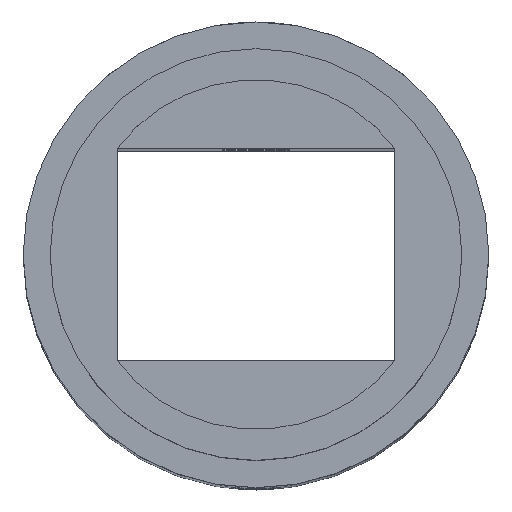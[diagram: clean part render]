
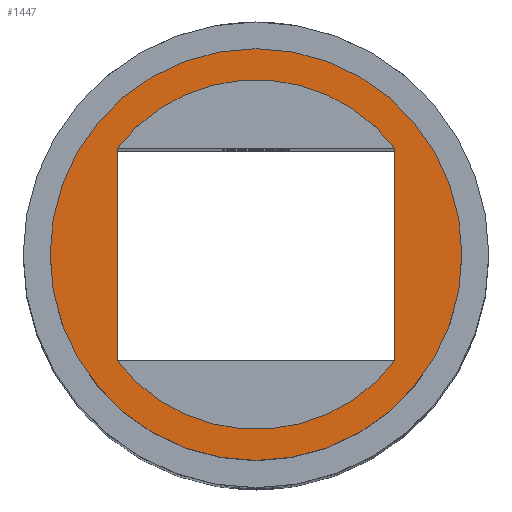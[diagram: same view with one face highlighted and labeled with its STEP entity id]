
A CAD part, top view. The second image highlights one B-rep face of the part: STEP entity #1447.
In plain terms, the highlighted planar face has unit normal (0, 0, 1).
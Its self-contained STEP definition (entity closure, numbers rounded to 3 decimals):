
#75=FACE_BOUND('',#310,.T.);
#197=FACE_OUTER_BOUND('',#309,.T.);
#309=EDGE_LOOP('',(#1250));
#310=EDGE_LOOP('',(#1251,#1252,#1253,#1254));
#401=LINE('',#2812,#519);
#411=LINE('',#2834,#529);
#519=VECTOR('',#1844,10.);
#529=VECTOR('',#1862,10.);
#610=CIRCLE('',#1594,15.875);
#611=CIRCLE('',#1596,15.875);
#614=CIRCLE('',#1603,18.7);
#712=VERTEX_POINT('',#2809);
#713=VERTEX_POINT('',#2811);
#720=VERTEX_POINT('',#2831);
#721=VERTEX_POINT('',#2833);
#730=VERTEX_POINT('',#2873);
#879=EDGE_CURVE('',#713,#712,#401,.T.);
#890=EDGE_CURVE('',#721,#720,#411,.T.);
#904=EDGE_CURVE('',#720,#713,#610,.T.);
#905=EDGE_CURVE('',#712,#721,#611,.T.);
#910=EDGE_CURVE('',#730,#730,#614,.T.);
#1250=ORIENTED_EDGE('',*,*,#910,.T.);
#1251=ORIENTED_EDGE('',*,*,#905,.T.);
#1252=ORIENTED_EDGE('',*,*,#890,.T.);
#1253=ORIENTED_EDGE('',*,*,#904,.T.);
#1254=ORIENTED_EDGE('',*,*,#879,.T.);
#1381=PLANE('',#1602);
#1447=ADVANCED_FACE('',(#197,#75),#1381,.T.);
#1594=AXIS2_PLACEMENT_3D('',#2860,#1894,#1895);
#1596=AXIS2_PLACEMENT_3D('',#2862,#1898,#1899);
#1602=AXIS2_PLACEMENT_3D('',#2872,#1912,#1913);
#1603=AXIS2_PLACEMENT_3D('',#2874,#1914,#1915);
#1844=DIRECTION('',(0.,1.,0.));
#1862=DIRECTION('',(0.,-1.,0.));
#1894=DIRECTION('center_axis',(0.,0.,-1.));
#1895=DIRECTION('ref_axis',(1.,0.,0.));
#1898=DIRECTION('center_axis',(0.,0.,-1.));
#1899=DIRECTION('ref_axis',(1.,0.,0.));
#1912=DIRECTION('center_axis',(0.,0.,1.));
#1913=DIRECTION('ref_axis',(1.,0.,0.));
#1914=DIRECTION('center_axis',(0.,0.,1.));
#1915=DIRECTION('ref_axis',(1.,0.,0.));
#2809=CARTESIAN_POINT('',(-12.612,9.641,75.));
#2811=CARTESIAN_POINT('',(-12.612,-9.641,75.));
#2812=CARTESIAN_POINT('',(-12.612,-9.641,75.));
#2831=CARTESIAN_POINT('',(12.612,-9.641,75.));
#2833=CARTESIAN_POINT('',(12.612,9.641,75.));
#2834=CARTESIAN_POINT('',(12.612,9.641,75.));
#2860=CARTESIAN_POINT('Origin',(0.,0.,75.));
#2862=CARTESIAN_POINT('Origin',(0.,0.,75.));
#2872=CARTESIAN_POINT('Origin',(0.,0.,75.));
#2873=CARTESIAN_POINT('',(-18.7,0.,75.));
#2874=CARTESIAN_POINT('Origin',(0.,0.,75.));
